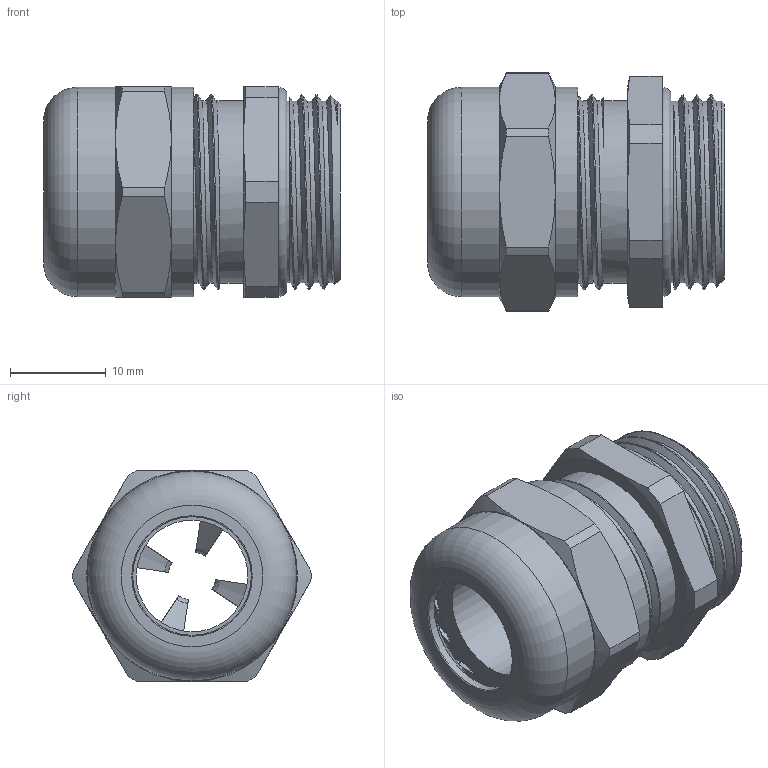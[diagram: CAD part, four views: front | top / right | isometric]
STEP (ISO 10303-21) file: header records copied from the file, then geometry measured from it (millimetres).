
FILE_DESCRIPTION(/* description */ ('Euro-Top-EMV 2. Gen. PG 13,5'),/* implementation_level */ '2;1');
FILE_NAME(/* name */ '61080413-RST.stp',/* time_stamp */ '2020-02-14T11:26:46+01:00',/* author */ ('sl'),/* organization */ (''),/* preprocessor_version */ 'ST-DEVELOPER v16.5',/* originating_system */ 'Autodesk Inventor 2017',/* authorisation */ '');
FILE_SCHEMA (('AUTOMOTIVE_DESIGN { 1 0 10303 214 3 1 1 }'));
Length unit declared in the file: millimetre
Products named in the file (7): 61080413; 61080413_1; 61080413_2; 61080413_3; 61080413_4; 61080413_5; 61080413_6
Assembly tree (6 placements, depth 2):
  61080413
    61080413_1
    61080413_2
    61080413_3
    61080413_4
    61080413_5
    61080413_6
Bounding box: 30.96 x 24.83 x 22 mm (x, y, z)
Volume: 5113.5 mm3; surface area: 9722.4 mm2
Topology: 6 solids, 6 shells, 381 faces, 1038 edges, 679 vertices
Faces by surface type: plane 183, cylinder 118, cone 41, torus 33, bspline 6
Full cylindrical faces by diameter (mm): 11.63 x1, 12.36 x1, 12.75 x1, 14.05 x3, 14.2 x1, 14.25 x4, 15.65 x1, 16.17 x1, 16.25 x1, 16.65 x1, 16.89 x1, 17.06 x1, 18.91 x3, 19 x3, 19.02 x1, 20.56 x7, 21.51 x1, 21.82 x2
Entity records: 14751 total; most frequent: CARTESIAN_POINT 5461, DIRECTION 1932, ORIENTED_EDGE 1910, EDGE_CURVE 955, AXIS2_PLACEMENT_3D 761, VERTEX_POINT 642, EDGE_LOOP 425, LINE 410
